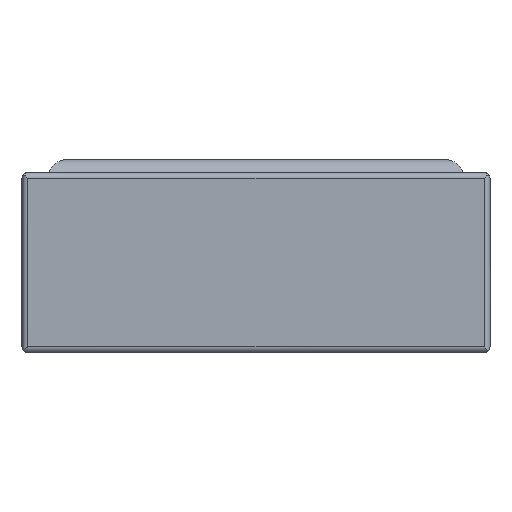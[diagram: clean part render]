
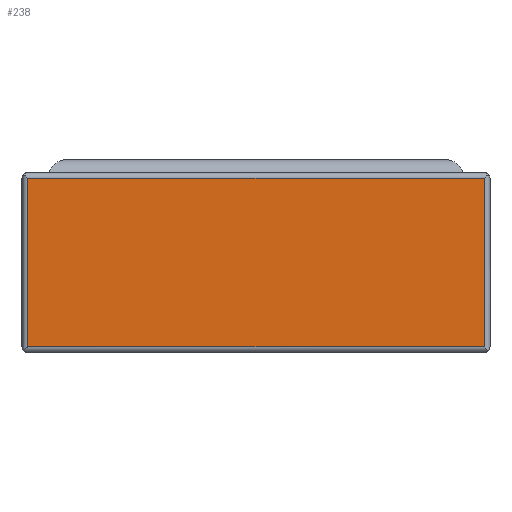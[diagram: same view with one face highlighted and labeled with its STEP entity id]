
A CAD part, front view. The second image highlights one B-rep face of the part: STEP entity #238.
In plain terms, the highlighted planar face has unit normal (0, -1, 0).
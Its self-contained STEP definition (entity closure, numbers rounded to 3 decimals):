
#238=ADVANCED_FACE('0:566',(#449),#450,.T.);
#449=FACE_OUTER_BOUND('',#668,.T.);
#450=PLANE('',#669);
#668=EDGE_LOOP('',(#1008,#1009,#1010,#1011));
#669=AXIS2_PLACEMENT_3D('',#1012,#1013,#1014);
#1008=ORIENTED_EDGE('',*,*,#1449,.T.);
#1009=ORIENTED_EDGE('',*,*,#1470,.T.);
#1010=ORIENTED_EDGE('',*,*,#1529,.T.);
#1011=ORIENTED_EDGE('',*,*,#1530,.T.);
#1012=CARTESIAN_POINT('',(0.625,-0.015,-0.465));
#1013=DIRECTION('',(0.0,-1.0,0.0));
#1014=DIRECTION('',(0.0,0.0,-1.0));
#1449=EDGE_CURVE('0:626',#1717,#1715,#1718,.F.);
#1470=EDGE_CURVE('0:758',#1715,#1750,#1752,.T.);
#1529=EDGE_CURVE('0:614',#1750,#1847,#1848,.T.);
#1530=EDGE_CURVE('0:692',#1847,#1717,#1849,.T.);
#1715=VERTEX_POINT('',#2098);
#1717=VERTEX_POINT('',#2100);
#1718=LINE('',#2101,#2102);
#1750=VERTEX_POINT('',#2139);
#1752=LINE('',#2141,#2142);
#1847=VERTEX_POINT('',#2278);
#1848=LINE('',#2279,#2280);
#1849=LINE('',#2281,#2282);
#2098=CARTESIAN_POINT('',(0.015,-0.015,-0.45));
#2100=CARTESIAN_POINT('',(0.015,-0.015,0.0));
#2101=CARTESIAN_POINT('',(0.015,-0.015,-0.465));
#2102=VECTOR('',#2558,1.0);
#2139=CARTESIAN_POINT('',(1.235,-0.015,-0.45));
#2141=CARTESIAN_POINT('',(0.625,-0.015,-0.45));
#2142=VECTOR('',#2597,1.0);
#2278=CARTESIAN_POINT('',(1.235,-0.015,0.0));
#2279=CARTESIAN_POINT('',(1.235,-0.015,-0.465));
#2280=VECTOR('',#2675,1.0);
#2281=CARTESIAN_POINT('',(0.625,-0.015,0.0));
#2282=VECTOR('',#2676,1.0);
#2558=DIRECTION('',(0.0,0.0,1.0));
#2597=DIRECTION('',(1.0,0.0,0.0));
#2675=DIRECTION('',(0.0,0.0,1.0));
#2676=DIRECTION('',(-1.0,0.0,0.0));
